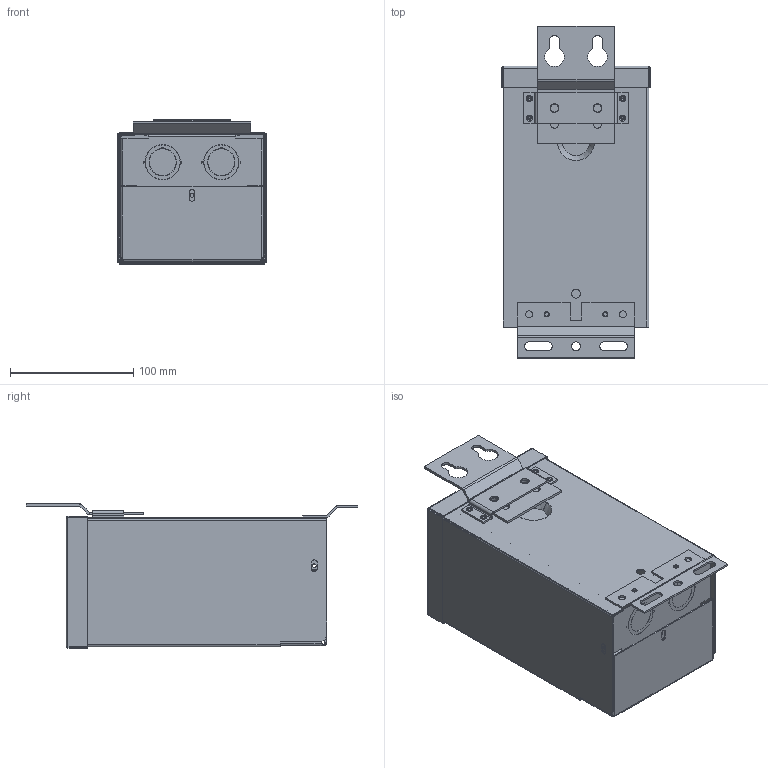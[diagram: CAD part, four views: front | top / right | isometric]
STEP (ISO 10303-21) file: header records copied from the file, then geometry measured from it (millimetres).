
FILE_DESCRIPTION (( 'STEP AP214' ), '1' );
FILE_NAME ('T253061.STEP', '2017-03-01T16:18:23', ( '' ), ( '' ), 'SwSTEP 2.0', 'SolidWorks 2017', '' );
FILE_SCHEMA (( 'AUTOMOTIVE_DESIGN' ));
Length unit declared in the file: inch
Products named in the file (8): B   -111577-; A   -700716-; A  1-113451-; A  3-701639-; A  3-701640-; A  3-701641-; A  3-701651-; T253061
Assembly tree (7 placements, depth 2):
  T253061
    A  3-701651-
    A  3-701641-
    A  3-701640-
    A  3-701639-
    A  1-113451-
    A   -700716-
    B   -111577-
Bounding box: 120.85 x 269.72 x 117.49 mm (x, y, z)
Volume: 142024.4 mm3; surface area: 294234 mm2
Topology: 7 solids, 7 shells, 555 faces, 1385 edges, 862 vertices
Faces by surface type: plane 326, cylinder 177, bspline 16, torus 16, sphere 16, cone 4
Entity records: 17217 total; most frequent: CARTESIAN_POINT 3338, DIRECTION 2839, ORIENTED_EDGE 2770, EDGE_CURVE 1385, AXIS2_PLACEMENT_3D 963, VECTOR 913, LINE 913, VERTEX_POINT 862
